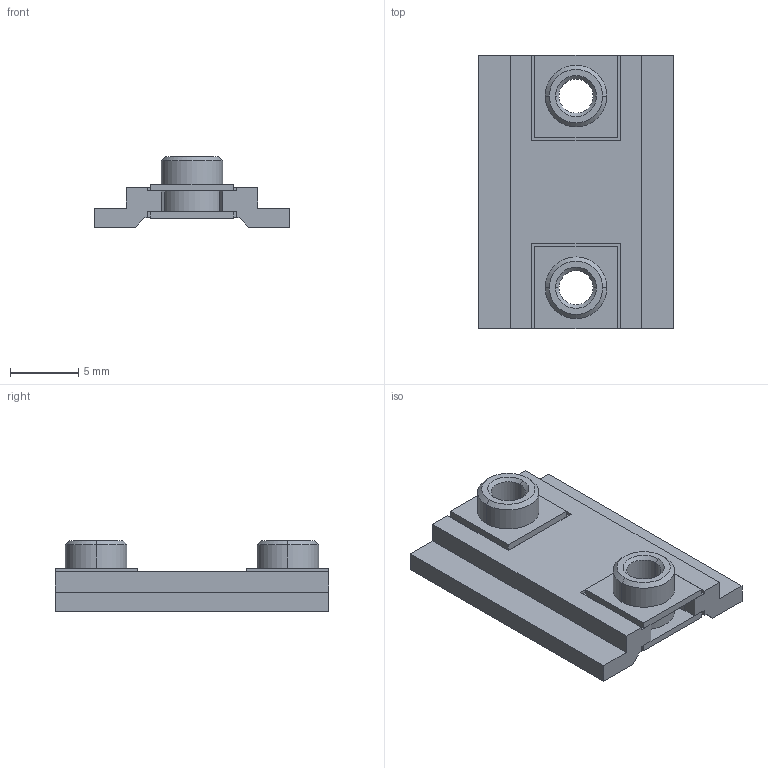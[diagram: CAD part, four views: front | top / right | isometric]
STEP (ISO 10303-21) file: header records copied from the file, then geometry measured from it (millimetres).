
FILE_DESCRIPTION(('no description'),'unknown implementation level');
FILE_NAME('NW_02_17_2.stp',' ',('igus GmbH'),('CADClick - KiM GmbH - www.kimweb.de'),'unknown preprocess','ACIS','unknown authorization');
FILE_SCHEMA(('automotive_design'));
Length unit declared in the file: millimetre
Products named in the file (1): NW-02-17
Bounding box: 14.3 x 20 x 5.15 mm (x, y, z)
Volume: 596.7 mm3; surface area: 953.4 mm2
Topology: 1 solids, 1 shells, 88 faces, 232 edges, 148 vertices
Faces by surface type: plane 66, cone 12, cylinder 10
Entity records: 5304 total; most frequent: STYLED_ITEM 469, PRESENTATION_STYLE_ASSIGNMENT 469, CARTESIAN_POINT 469, COLOUR_RGB 469, ORIENTED_EDGE 464, DIRECTION 442, EDGE_CURVE 232, CURVE_STYLE 232
